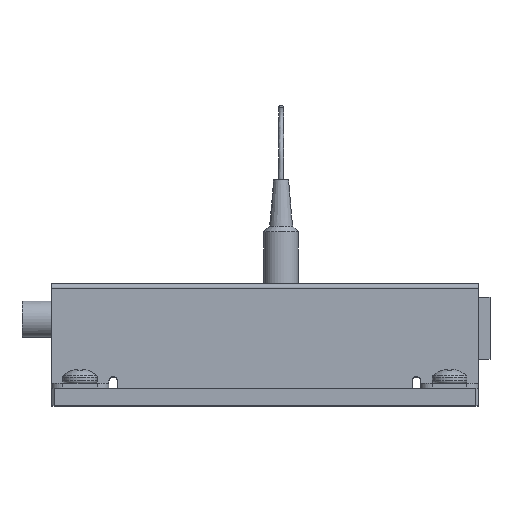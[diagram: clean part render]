
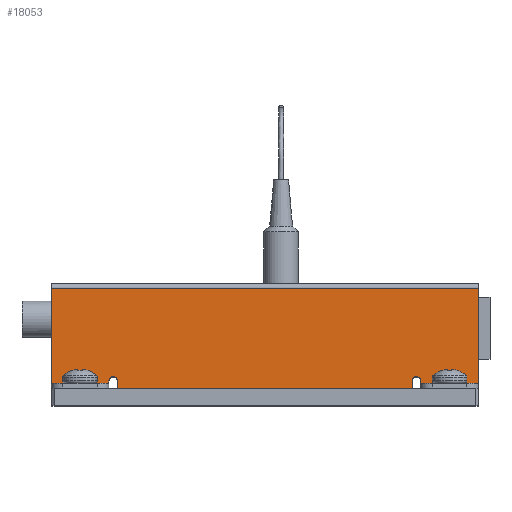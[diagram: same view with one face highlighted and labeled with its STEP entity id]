
A CAD part, top view. The second image highlights one B-rep face of the part: STEP entity #18053.
In plain terms, the highlighted planar face has unit normal (0, 0, 1).
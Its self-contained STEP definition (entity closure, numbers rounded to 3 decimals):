
#129 = DIRECTION ( 'NONE',  ( 0., 0., -1. ) ) ;
#301 = DIRECTION ( 'NONE',  ( 1., 0., 0. ) ) ;
#479 = VERTEX_POINT ( 'NONE', #6166 ) ;
#972 = CARTESIAN_POINT ( 'NONE',  ( -88.116, 28.537, 94.541 ) ) ;
#1276 = DIRECTION ( 'NONE',  ( 1., 0., 0. ) ) ;
#1439 = DIRECTION ( 'NONE',  ( 0., 0., 1. ) ) ;
#2126 = EDGE_CURVE ( 'NONE', #19104, #15992, #13814, .T. ) ;
#2313 = DIRECTION ( 'NONE',  ( 1., 0., 0. ) ) ;
#2346 = ORIENTED_EDGE ( 'NONE', *, *, #5155, .F. ) ;
#2570 = VERTEX_POINT ( 'NONE', #16256 ) ;
#2729 = VERTEX_POINT ( 'NONE', #12479 ) ;
#2769 = LINE ( 'NONE', #972, #13932 ) ;
#3089 = CARTESIAN_POINT ( 'NONE',  ( 62.777, 28.537, 94.541 ) ) ;
#3100 = CIRCLE ( 'NONE', #7612, 0.75 ) ;
#3309 = CARTESIAN_POINT ( 'NONE',  ( 72.777, 28.537, 94.541 ) ) ;
#3512 = VECTOR ( 'NONE', #12344, 1000. ) ;
#3858 = LINE ( 'NONE', #4268, #25567 ) ;
#3946 = VERTEX_POINT ( 'NONE', #7410 ) ;
#4085 = DIRECTION ( 'NONE',  ( -1., 0., 0. ) ) ;
#4268 = CARTESIAN_POINT ( 'NONE',  ( -1.211, 28.537, 94.541 ) ) ;
#4288 = ORIENTED_EDGE ( 'NONE', *, *, #5966, .F. ) ;
#4478 = ORIENTED_EDGE ( 'NONE', *, *, #22872, .F. ) ;
#4594 = DIRECTION ( 'NONE',  ( 0., 0., -1. ) ) ;
#4790 = ORIENTED_EDGE ( 'NONE', *, *, #16401, .T. ) ;
#4904 = CARTESIAN_POINT ( 'NONE',  ( 8.789, 28.987, 94.541 ) ) ;
#5155 = EDGE_CURVE ( 'NONE', #24060, #22646, #25590, .T. ) ;
#5644 = VERTEX_POINT ( 'NONE', #18011 ) ;
#5819 = CARTESIAN_POINT ( 'NONE',  ( 9.539, 29.737, 94.541 ) ) ;
#5966 = EDGE_CURVE ( 'NONE', #5969, #22365, #3858, .T. ) ;
#5969 = VERTEX_POINT ( 'NONE', #8530 ) ;
#6166 = CARTESIAN_POINT ( 'NONE',  ( 62.777, 28.987, 94.541 ) ) ;
#7275 = VECTOR ( 'NONE', #4085, 1000. ) ;
#7353 = DIRECTION ( 'NONE',  ( 1., 0., 0. ) ) ;
#7410 = CARTESIAN_POINT ( 'NONE',  ( 8.789, 28.537, 94.541 ) ) ;
#7612 = AXIS2_PLACEMENT_3D ( 'NONE', #12313, #27009, #14416 ) ;
#7826 = EDGE_CURVE ( 'NONE', #24060, #2729, #3100, .T. ) ;
#8069 = CARTESIAN_POINT ( 'NONE',  ( -88.116, 45.037, 94.541 ) ) ;
#8329 = VERTEX_POINT ( 'NONE', #4904 ) ;
#8342 = VECTOR ( 'NONE', #26240, 1000. ) ;
#8523 = AXIS2_PLACEMENT_3D ( 'NONE', #26466, #13872, #1276 ) ;
#8530 = CARTESIAN_POINT ( 'NONE',  ( -1.211, 28.537, 94.541 ) ) ;
#8865 = VECTOR ( 'NONE', #24810, 1000. ) ;
#9000 = ORIENTED_EDGE ( 'NONE', *, *, #11501, .T. ) ;
#9592 = DIRECTION ( 'NONE',  ( 0., -1., 0. ) ) ;
#9756 = ORIENTED_EDGE ( 'NONE', *, *, #2126, .T. ) ;
#10231 = CARTESIAN_POINT ( 'NONE',  ( 10.289, 28.537, 94.541 ) ) ;
#10506 = ORIENTED_EDGE ( 'NONE', *, *, #7826, .T. ) ;
#11035 = CARTESIAN_POINT ( 'NONE',  ( 61.277, 27.737, 94.541 ) ) ;
#11389 = CARTESIAN_POINT ( 'NONE',  ( 72.777, 45.037, 94.541 ) ) ;
#11501 = EDGE_CURVE ( 'NONE', #15302, #22646, #25708, .T. ) ;
#11539 = AXIS2_PLACEMENT_3D ( 'NONE', #26617, #1439, #16147 ) ;
#11555 = EDGE_CURVE ( 'NONE', #5644, #2570, #19467, .T. ) ;
#11851 = EDGE_CURVE ( 'NONE', #2729, #479, #16153, .T. ) ;
#12313 = CARTESIAN_POINT ( 'NONE',  ( 62.027, 28.987, 94.541 ) ) ;
#12344 = DIRECTION ( 'NONE',  ( 0., 1., 0. ) ) ;
#12479 = CARTESIAN_POINT ( 'NONE',  ( 62.027, 29.737, 94.541 ) ) ;
#12911 = ORIENTED_EDGE ( 'NONE', *, *, #18444, .F. ) ;
#12936 = FACE_OUTER_BOUND ( 'NONE', #22689, .T. ) ;
#13814 = CIRCLE ( 'NONE', #26683, 0.75 ) ;
#13872 = DIRECTION ( 'NONE',  ( 0., 0., -1. ) ) ;
#13879 = VECTOR ( 'NONE', #9592, 1000. ) ;
#13893 = LINE ( 'NONE', #3089, #8342 ) ;
#13932 = VECTOR ( 'NONE', #21933, 1000. ) ;
#14232 = CIRCLE ( 'NONE', #21444, 0.75 ) ;
#14250 = ORIENTED_EDGE ( 'NONE', *, *, #11851, .T. ) ;
#14416 = DIRECTION ( 'NONE',  ( 1., 0., 0. ) ) ;
#15302 = VERTEX_POINT ( 'NONE', #25625 ) ;
#15652 = EDGE_CURVE ( 'NONE', #8329, #3946, #23169, .T. ) ;
#15926 = CARTESIAN_POINT ( 'NONE',  ( 61.277, 28.537, 94.541 ) ) ;
#15992 = VERTEX_POINT ( 'NONE', #20213 ) ;
#16147 = DIRECTION ( 'NONE',  ( 1., 0., 0. ) ) ;
#16153 = CIRCLE ( 'NONE', #8523, 0.75 ) ;
#16256 = CARTESIAN_POINT ( 'NONE',  ( 72.777, 28.537, 94.541 ) ) ;
#16401 = EDGE_CURVE ( 'NONE', #5969, #3946, #2769, .T. ) ;
#17040 = CARTESIAN_POINT ( 'NONE',  ( -88.116, 27.737, 94.541 ) ) ;
#17174 = CARTESIAN_POINT ( 'NONE',  ( 9.539, 28.987, 94.541 ) ) ;
#17175 = CARTESIAN_POINT ( 'NONE',  ( -1.211, 45.037, 94.541 ) ) ;
#17589 = VECTOR ( 'NONE', #24570, 1000. ) ;
#17732 = ORIENTED_EDGE ( 'NONE', *, *, #26947, .F. ) ;
#17770 = LINE ( 'NONE', #8069, #7275 ) ;
#18011 = CARTESIAN_POINT ( 'NONE',  ( 62.777, 28.537, 94.541 ) ) ;
#18053 = ADVANCED_FACE ( 'NONE', ( #12936 ), #22209, .T. ) ;
#18267 = CARTESIAN_POINT ( 'NONE',  ( 8.789, 28.537, 94.541 ) ) ;
#18444 = EDGE_CURVE ( 'NONE', #19737, #2570, #24389, .T. ) ;
#18794 = VECTOR ( 'NONE', #301, 1000. ) ;
#19104 = VERTEX_POINT ( 'NONE', #5819 ) ;
#19241 = CARTESIAN_POINT ( 'NONE',  ( -88.116, 28.537, 94.541 ) ) ;
#19274 = DIRECTION ( 'NONE',  ( 1., 0., 0. ) ) ;
#19451 = ORIENTED_EDGE ( 'NONE', *, *, #21092, .T. ) ;
#19467 = LINE ( 'NONE', #19241, #18794 ) ;
#19737 = VERTEX_POINT ( 'NONE', #11389 ) ;
#20213 = CARTESIAN_POINT ( 'NONE',  ( 10.289, 28.987, 94.541 ) ) ;
#21092 = EDGE_CURVE ( 'NONE', #19737, #22365, #17770, .T. ) ;
#21273 = ORIENTED_EDGE ( 'NONE', *, *, #22528, .T. ) ;
#21444 = AXIS2_PLACEMENT_3D ( 'NONE', #17174, #4594, #19274 ) ;
#21933 = DIRECTION ( 'NONE',  ( 1., 0., 0. ) ) ;
#22209 = PLANE ( 'NONE',  #11539 ) ;
#22365 = VERTEX_POINT ( 'NONE', #17175 ) ;
#22528 = EDGE_CURVE ( 'NONE', #8329, #19104, #14232, .T. ) ;
#22646 = VERTEX_POINT ( 'NONE', #11035 ) ;
#22689 = EDGE_LOOP ( 'NONE', ( #12911, #19451, #4288, #4790, #23273, #21273, #9756, #17732, #9000, #2346, #10506, #14250, #4478, #27024 ) ) ;
#22872 = EDGE_CURVE ( 'NONE', #5644, #479, #13893, .T. ) ;
#23169 = LINE ( 'NONE', #18267, #17589 ) ;
#23194 = DIRECTION ( 'NONE',  ( 0., 1., 0. ) ) ;
#23201 = CARTESIAN_POINT ( 'NONE',  ( 61.277, 28.987, 94.541 ) ) ;
#23273 = ORIENTED_EDGE ( 'NONE', *, *, #15652, .F. ) ;
#23590 = CARTESIAN_POINT ( 'NONE',  ( 9.539, 28.987, 94.541 ) ) ;
#24060 = VERTEX_POINT ( 'NONE', #23201 ) ;
#24389 = LINE ( 'NONE', #3309, #13879 ) ;
#24570 = DIRECTION ( 'NONE',  ( 0., -1., 0. ) ) ;
#24810 = DIRECTION ( 'NONE',  ( 0., -1., 0. ) ) ;
#25029 = VECTOR ( 'NONE', #2313, 1000. ) ;
#25567 = VECTOR ( 'NONE', #23194, 1000. ) ;
#25590 = LINE ( 'NONE', #15926, #8865 ) ;
#25625 = CARTESIAN_POINT ( 'NONE',  ( 10.289, 27.737, 94.541 ) ) ;
#25708 = LINE ( 'NONE', #17040, #25029 ) ;
#25870 = LINE ( 'NONE', #10231, #3512 ) ;
#26240 = DIRECTION ( 'NONE',  ( 0., 1., 0. ) ) ;
#26466 = CARTESIAN_POINT ( 'NONE',  ( 62.027, 28.987, 94.541 ) ) ;
#26617 = CARTESIAN_POINT ( 'NONE',  ( -88.116, 28.537, 94.541 ) ) ;
#26683 = AXIS2_PLACEMENT_3D ( 'NONE', #23590, #129, #7353 ) ;
#26947 = EDGE_CURVE ( 'NONE', #15302, #15992, #25870, .T. ) ;
#27009 = DIRECTION ( 'NONE',  ( 0., 0., -1. ) ) ;
#27024 = ORIENTED_EDGE ( 'NONE', *, *, #11555, .T. ) ;
